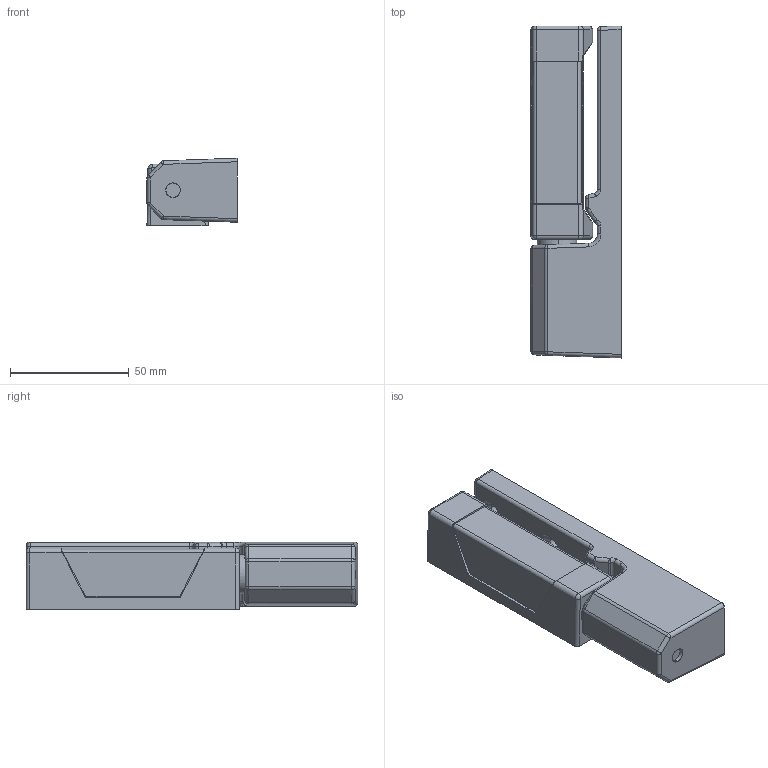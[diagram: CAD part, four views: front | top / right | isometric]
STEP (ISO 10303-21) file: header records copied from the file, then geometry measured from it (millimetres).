
FILE_DESCRIPTION (( 'STEP AP203' ), '1' );
FILE_NAME ('Žº‰ª•ÏŠ·.STEP', '2018-04-02T05:32:34', ( '' ), ( '' ), 'SwSTEP 2.0', 'SolidWorks 2014', '' );
FILE_SCHEMA (( 'CONFIG_CONTROL_DESIGN' ));
Length unit declared in the file: millimetre
Products named in the file (9): FB-611sヒンジA_; FB-611sヒンジB_; FB-611sカムA_; FB-611sカムB_; FB-611sシャフト_; FB-611s調整板_; FB-611s化粧カバー_; FB-611sキャップ_; 室岡変換
Assembly tree (8 placements, depth 2):
  室岡変換
    FB-611sヒンジA_
    FB-611sヒンジB_
    FB-611sカムA_
    FB-611sカムB_
    FB-611sシャフト_
    FB-611s調整板_
    FB-611s化粧カバー_
    FB-611sキャップ_
Bounding box: 38 x 140 x 28.5 mm (x, y, z)
Volume: 101530.9 mm3; surface area: 46004.1 mm2
Topology: 8 solids, 8 shells, 459 faces, 1224 edges, 774 vertices
Faces by surface type: plane 217, cylinder 156, cone 42, bspline 28, sphere 8, torus 8
Entity records: 16931 total; most frequent: CARTESIAN_POINT 4906, ORIENTED_EDGE 2448, DIRECTION 2224, EDGE_CURVE 1224, AXIS2_PLACEMENT_3D 785, VERTEX_POINT 774, LINE 654, VECTOR 654
